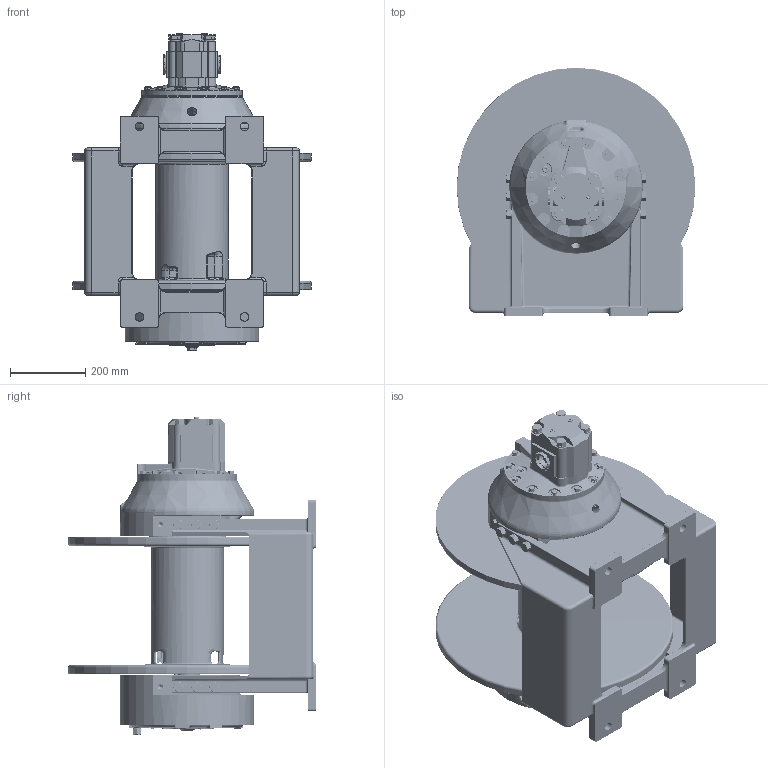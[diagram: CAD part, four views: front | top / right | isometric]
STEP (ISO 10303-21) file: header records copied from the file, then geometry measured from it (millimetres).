
FILE_DESCRIPTION((''),'2;1');
FILE_NAME('TWG-TEMP','2020-10-11T02:25:46',('Administrator'),(''),'CREO PARAMETRIC BY PTC INC, 2019292','CREO PARAMETRIC BY PTC INC, 2019292','');
FILE_SCHEMA(('AUTOMOTIVE_DESIGN { 1 0 10303 214 1 1 1 1 }'));
Products named in the file (1): TWG-TEMP
Bounding box: 635 x 660.39 x 843.58 mm (x, y, z)
Volume: 523.6 mm3; surface area: 4772529.9 mm2
Topology: 1 solids, 196 shells, 3981 faces, 14204 edges, 10239 vertices
Faces by surface type: cylinder 1172, plane 1163, torus 500, bspline 474, cone 456, extrusion 162, sphere 54
Entity records: 237867 total; most frequent: CARTESIAN_POINT 100189, ORIENTED_EDGE 22622, DIRECTION 19121, EDGE_CURVE 14050, VERTEX_POINT 10239, AXIS2_PLACEMENT_3D 7015, B_SPLINE_CURVE_WITH_KNOTS 5626, VECTOR 5088
